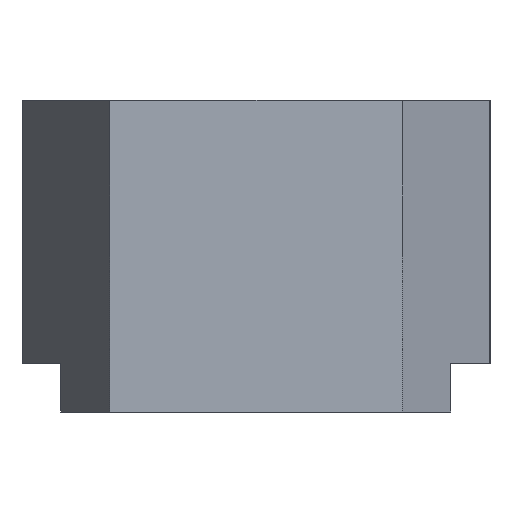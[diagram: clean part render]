
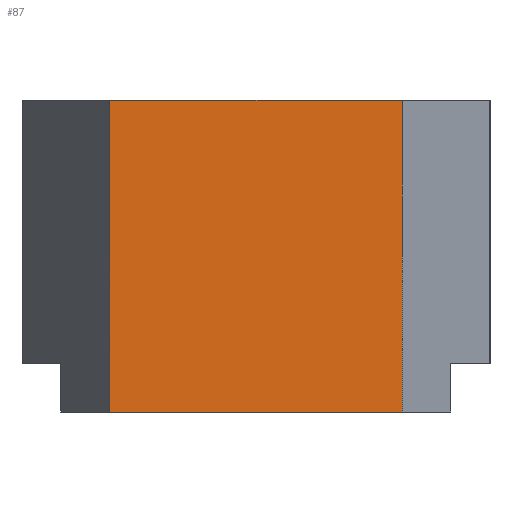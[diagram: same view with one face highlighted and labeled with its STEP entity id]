
A CAD part, left-side view. The second image highlights one B-rep face of the part: STEP entity #87.
In plain terms, the highlighted planar face has unit normal (-1, 0, 0).
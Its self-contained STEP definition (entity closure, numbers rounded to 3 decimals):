
#87 = ADVANCED_FACE( '', ( #128 ), #129, .F. );
#128 = FACE_OUTER_BOUND( '', #183, .T. );
#129 = PLANE( '', #184 );
#183 = EDGE_LOOP( '', ( #300, #301, #302, #303 ) );
#184 = AXIS2_PLACEMENT_3D( '', #304, #305, #306 );
#300 = ORIENTED_EDGE( '', *, *, #403, .T. );
#301 = ORIENTED_EDGE( '', *, *, #410, .F. );
#302 = ORIENTED_EDGE( '', *, *, #424, .F. );
#303 = ORIENTED_EDGE( '', *, *, #418, .T. );
#304 = CARTESIAN_POINT( '', ( -165., 15., 32. ) );
#305 = DIRECTION( '', ( 1., 0., 0. ) );
#306 = DIRECTION( '', ( 0., 0., -1. ) );
#403 = EDGE_CURVE( '', #474, #472, #475, .T. );
#410 = EDGE_CURVE( '', #485, #472, #487, .T. );
#418 = EDGE_CURVE( '', #500, #474, #501, .T. );
#424 = EDGE_CURVE( '', #500, #485, #509, .T. );
#472 = VERTEX_POINT( '', #573 );
#474 = VERTEX_POINT( '', #576 );
#475 = LINE( '', #577, #578 );
#485 = VERTEX_POINT( '', #593 );
#487 = LINE( '', #596, #597 );
#500 = VERTEX_POINT( '', #617 );
#501 = LINE( '', #618, #619 );
#509 = LINE( '', #632, #633 );
#573 = CARTESIAN_POINT( '', ( -165., -15., 0. ) );
#576 = CARTESIAN_POINT( '', ( -165., 15., 0. ) );
#577 = CARTESIAN_POINT( '', ( -165., 15., 0. ) );
#578 = VECTOR( '', #687, 1000. );
#593 = CARTESIAN_POINT( '', ( -165., -15., 32. ) );
#596 = CARTESIAN_POINT( '', ( -165., -15., 32. ) );
#597 = VECTOR( '', #694, 1000. );
#617 = CARTESIAN_POINT( '', ( -165., 15., 32. ) );
#618 = CARTESIAN_POINT( '', ( -165., 15., 32. ) );
#619 = VECTOR( '', #702, 1000. );
#632 = CARTESIAN_POINT( '', ( -165., 15., 32. ) );
#633 = VECTOR( '', #708, 1000. );
#687 = DIRECTION( '', ( 0., -1., 0. ) );
#694 = DIRECTION( '', ( 0., 0., -1. ) );
#702 = DIRECTION( '', ( 0., 0., -1. ) );
#708 = DIRECTION( '', ( 0., -1., 0. ) );
